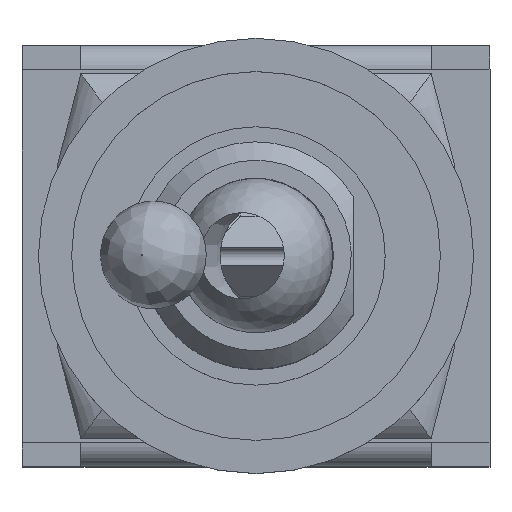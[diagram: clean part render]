
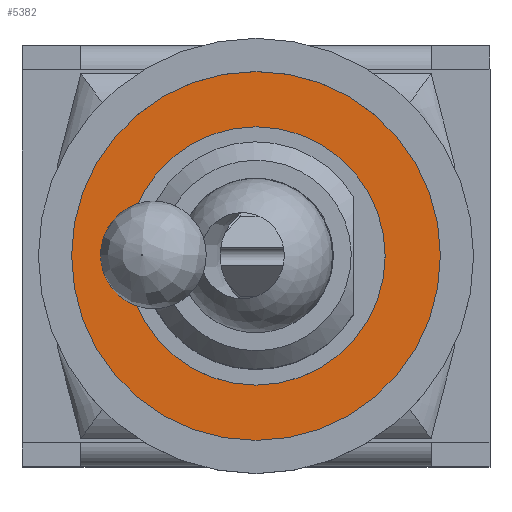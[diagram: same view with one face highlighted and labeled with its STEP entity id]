
A CAD part, top view. The second image highlights one B-rep face of the part: STEP entity #5382.
In plain terms, the highlighted planar face has unit normal (0, 0, 1).
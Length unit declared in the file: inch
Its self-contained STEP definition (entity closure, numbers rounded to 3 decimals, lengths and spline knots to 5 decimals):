
#64=FACE_BOUND('',#666,.T.);
#346=FACE_OUTER_BOUND('',#665,.T.);
#665=EDGE_LOOP('',(#4114));
#666=EDGE_LOOP('',(#4115));
#2039=CIRCLE('',#5777,0.19705);
#2040=CIRCLE('',#5778,0.13799);
#2422=VERTEX_POINT('',#8531);
#2423=VERTEX_POINT('',#8533);
#3033=EDGE_CURVE('',#2422,#2422,#2039,.T.);
#3034=EDGE_CURVE('',#2423,#2423,#2040,.T.);
#4114=ORIENTED_EDGE('',*,*,#3033,.T.);
#4115=ORIENTED_EDGE('',*,*,#3034,.F.);
#5175=PLANE('',#5776);
#5382=ADVANCED_FACE('',(#346,#64),#5175,.F.);
#5776=AXIS2_PLACEMENT_3D('',#8530,#6786,#6787);
#5777=AXIS2_PLACEMENT_3D('',#8532,#6788,#6789);
#5778=AXIS2_PLACEMENT_3D('',#8534,#6790,#6791);
#6786=DIRECTION('center_axis',(0.,0.,
-1.));
#6787=DIRECTION('ref_axis',(1.,0.,0.));
#6788=DIRECTION('center_axis',(0.,0.,
1.));
#6789=DIRECTION('ref_axis',(1.,0.,0.));
#6790=DIRECTION('center_axis',(0.,0.,
1.));
#6791=DIRECTION('ref_axis',(1.,0.,0.));
#8530=CARTESIAN_POINT('Origin',(0.,0.,
0.39921));
#8531=CARTESIAN_POINT('',(-0.19705,0.,0.39921));
#8532=CARTESIAN_POINT('Origin',(0.,0.,
0.39921));
#8533=CARTESIAN_POINT('',(-0.13799,0.,0.39921));
#8534=CARTESIAN_POINT('Origin',(0.,0.,
0.39921));
